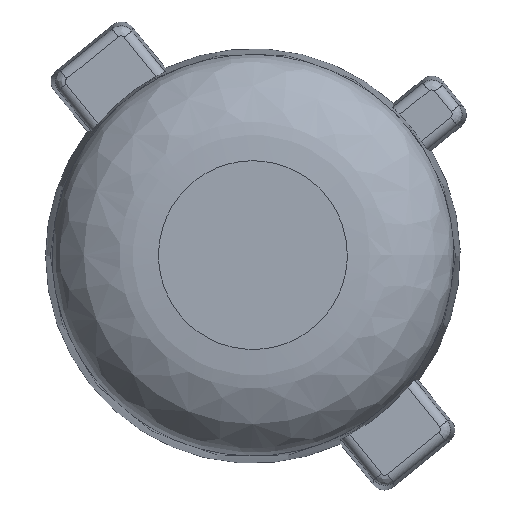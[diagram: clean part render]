
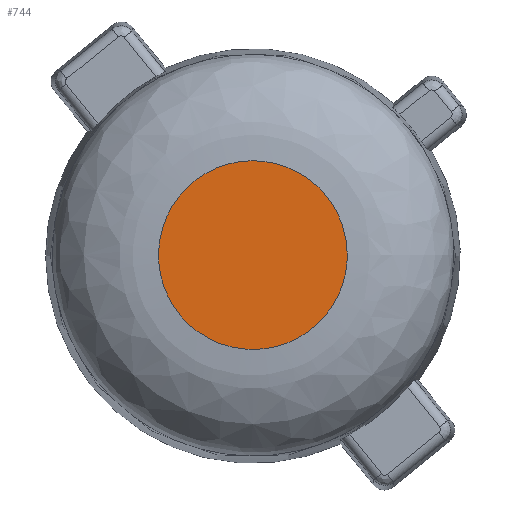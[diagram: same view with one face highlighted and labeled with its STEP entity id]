
A CAD part, top view. The second image highlights one B-rep face of the part: STEP entity #744.
In plain terms, the highlighted planar face has unit normal (0, 0, 1).
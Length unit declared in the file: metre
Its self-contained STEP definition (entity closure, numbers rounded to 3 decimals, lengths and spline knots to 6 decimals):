
#59=PLANE('',#822);
#102=FACE_OUTER_BOUND('',#151,.T.);
#151=EDGE_LOOP('',(#683));
#191=B_SPLINE_CURVE_WITH_KNOTS('',3,(#1614,#1615,#1616,#1617,#1618,#1619,
#1620,#1621,#1622,#1623,#1624,#1625,#1626,#1627,#1628,#1629,#1630,#1631,
#1632,#1633,#1634,#1635,#1636,#1637,#1638,#1639,#1640,#1641,#1642,#1643,
#1644,#1645,#1646,#1647,#1648,#1649,#1650,#1651,#1652,#1653,#1654,#1655,
#1656,#1657,#1658,#1659),.UNSPECIFIED.,.T.,.F.,(4,3,3,3,3,3,3,3,3,3,3,3,
3,3,3,4),(-1.,-0.9375,-0.875,-0.75,-0.6875,-0.625,-0.5625,-0.5,-0.4375,
-0.375,-0.3125,-0.25,-0.1875,-0.125,-0.0625,0.),.UNSPECIFIED.);
#372=VERTEX_POINT('',#1613);
#477=EDGE_CURVE('',#372,#372,#191,.T.);
#683=ORIENTED_EDGE('',*,*,#477,.T.);
#744=ADVANCED_FACE('',(#102),#59,.T.);
#822=AXIS2_PLACEMENT_3D('',#1612,#993,#994);
#993=DIRECTION('center_axis',(0.,0.,1.));
#994=DIRECTION('ref_axis',(1.,0.,0.));
#1612=CARTESIAN_POINT('Origin',(0.026023,-0.007653,
0.013));
#1613=CARTESIAN_POINT('',(0.028366,-0.007653,0.013));
#1614=CARTESIAN_POINT('Ctrl Pts',(0.028366,-0.007653,
0.013));
#1615=CARTESIAN_POINT('Ctrl Pts',(0.028366,-0.007346,
0.013));
#1616=CARTESIAN_POINT('Ctrl Pts',(0.028306,-0.00704,
0.013));
#1617=CARTESIAN_POINT('Ctrl Pts',(0.028188,-0.006756,
0.013));
#1618=CARTESIAN_POINT('Ctrl Pts',(0.028071,-0.006473,
0.013));
#1619=CARTESIAN_POINT('Ctrl Pts',(0.027897,-0.006212,
0.013));
#1620=CARTESIAN_POINT('Ctrl Pts',(0.02768,-0.005996,
0.013));
#1621=CARTESIAN_POINT('Ctrl Pts',(0.027246,-0.005562,
0.013));
#1622=CARTESIAN_POINT('Ctrl Pts',(0.026637,-0.005309,
0.013));
#1623=CARTESIAN_POINT('Ctrl Pts',(0.026022,-0.005309,
0.013));
#1624=CARTESIAN_POINT('Ctrl Pts',(0.025715,-0.005309,
0.013));
#1625=CARTESIAN_POINT('Ctrl Pts',(0.025409,-0.00537,
0.013));
#1626=CARTESIAN_POINT('Ctrl Pts',(0.025126,-0.005488,
0.013));
#1627=CARTESIAN_POINT('Ctrl Pts',(0.024843,-0.005605,
0.013));
#1628=CARTESIAN_POINT('Ctrl Pts',(0.024582,-0.005779,
0.013));
#1629=CARTESIAN_POINT('Ctrl Pts',(0.024365,-0.005996,
0.013));
#1630=CARTESIAN_POINT('Ctrl Pts',(0.024149,-0.006212,
0.013));
#1631=CARTESIAN_POINT('Ctrl Pts',(0.023975,-0.006472,
0.013));
#1632=CARTESIAN_POINT('Ctrl Pts',(0.023857,-0.006756,
0.013));
#1633=CARTESIAN_POINT('Ctrl Pts',(0.02374,-0.00704,
0.013));
#1634=CARTESIAN_POINT('Ctrl Pts',(0.023679,-0.007347,
0.013));
#1635=CARTESIAN_POINT('Ctrl Pts',(0.023679,-0.007653,
0.013));
#1636=CARTESIAN_POINT('Ctrl Pts',(0.023679,-0.007959,
0.013));
#1637=CARTESIAN_POINT('Ctrl Pts',(0.02374,-0.008267,
0.013));
#1638=CARTESIAN_POINT('Ctrl Pts',(0.023857,-0.00855,
0.013));
#1639=CARTESIAN_POINT('Ctrl Pts',(0.023975,-0.008834,
0.013));
#1640=CARTESIAN_POINT('Ctrl Pts',(0.024148,-0.009094,
0.013));
#1641=CARTESIAN_POINT('Ctrl Pts',(0.024365,-0.00931,
0.013));
#1642=CARTESIAN_POINT('Ctrl Pts',(0.024582,-0.009527,
0.013));
#1643=CARTESIAN_POINT('Ctrl Pts',(0.024842,-0.009701,
0.013));
#1644=CARTESIAN_POINT('Ctrl Pts',(0.025126,-0.009819,
0.013));
#1645=CARTESIAN_POINT('Ctrl Pts',(0.02541,-0.009936,
0.013));
#1646=CARTESIAN_POINT('Ctrl Pts',(0.025716,-0.009997,
0.013));
#1647=CARTESIAN_POINT('Ctrl Pts',(0.026022,-0.009997,
0.013));
#1648=CARTESIAN_POINT('Ctrl Pts',(0.026327,-0.009997,
0.013));
#1649=CARTESIAN_POINT('Ctrl Pts',(0.026636,-0.009936,
0.013));
#1650=CARTESIAN_POINT('Ctrl Pts',(0.02692,-0.009818,
0.013));
#1651=CARTESIAN_POINT('Ctrl Pts',(0.027204,-0.0097,
0.013));
#1652=CARTESIAN_POINT('Ctrl Pts',(0.027463,-0.009527,
0.013));
#1653=CARTESIAN_POINT('Ctrl Pts',(0.02768,-0.009311,
0.013));
#1654=CARTESIAN_POINT('Ctrl Pts',(0.027896,-0.009094,
0.013));
#1655=CARTESIAN_POINT('Ctrl Pts',(0.028071,-0.008833,
0.013));
#1656=CARTESIAN_POINT('Ctrl Pts',(0.028188,-0.00855,
0.013));
#1657=CARTESIAN_POINT('Ctrl Pts',(0.028306,-0.008266,
0.013));
#1658=CARTESIAN_POINT('Ctrl Pts',(0.028366,-0.00796,
0.013));
#1659=CARTESIAN_POINT('Ctrl Pts',(0.028366,-0.007653,
0.013));
